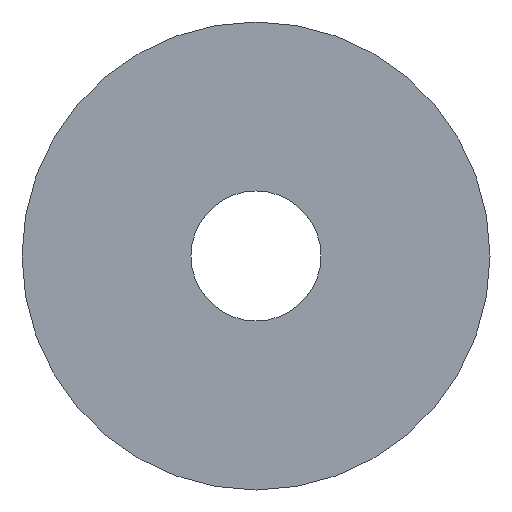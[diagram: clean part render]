
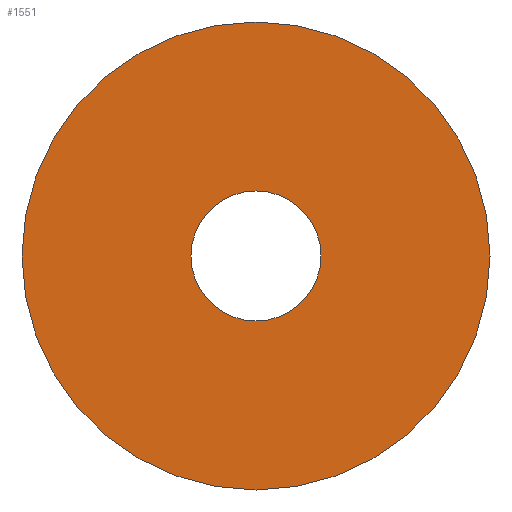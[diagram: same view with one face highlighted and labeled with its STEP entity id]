
A CAD part, left-side view. The second image highlights one B-rep face of the part: STEP entity #1551.
In plain terms, the highlighted planar face has unit normal (-1, 0, 0).
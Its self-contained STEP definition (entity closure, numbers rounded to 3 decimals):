
#16=FACE_BOUND('',#134,.T.);
#20=PLANE('',#1754);
#45=FACE_OUTER_BOUND('',#133,.T.);
#133=EDGE_LOOP('',(#1113));
#134=EDGE_LOOP('',(#1114));
#468=CIRCLE('',#1753,9.);
#469=CIRCLE('',#1755,2.5);
#654=VERTEX_POINT('',#2759);
#655=VERTEX_POINT('',#2763);
#840=EDGE_CURVE('',#654,#654,#468,.T.);
#842=EDGE_CURVE('',#655,#655,#469,.T.);
#1113=ORIENTED_EDGE('',*,*,#840,.T.);
#1114=ORIENTED_EDGE('',*,*,#842,.F.);
#1551=ADVANCED_FACE('',(#45,#16),#20,.T.);
#1753=AXIS2_PLACEMENT_3D('',#2760,#2171,#2172);
#1754=AXIS2_PLACEMENT_3D('',#2762,#2174,#2175);
#1755=AXIS2_PLACEMENT_3D('',#2764,#2176,#2177);
#2171=DIRECTION('center_axis',(-1.,0.,0.));
#2172=DIRECTION('ref_axis',(0.,0.,1.));
#2174=DIRECTION('center_axis',(-1.,0.,0.));
#2175=DIRECTION('ref_axis',(0.,0.,1.));
#2176=DIRECTION('center_axis',(-1.,0.,0.));
#2177=DIRECTION('ref_axis',(0.,0.,1.));
#2759=CARTESIAN_POINT('',(0.,0.,-9.));
#2760=CARTESIAN_POINT('Origin',(0.,0.,0.));
#2762=CARTESIAN_POINT('Origin',(0.,0.,0.));
#2763=CARTESIAN_POINT('',(0.,0.,-2.5));
#2764=CARTESIAN_POINT('Origin',(0.,0.,0.));
